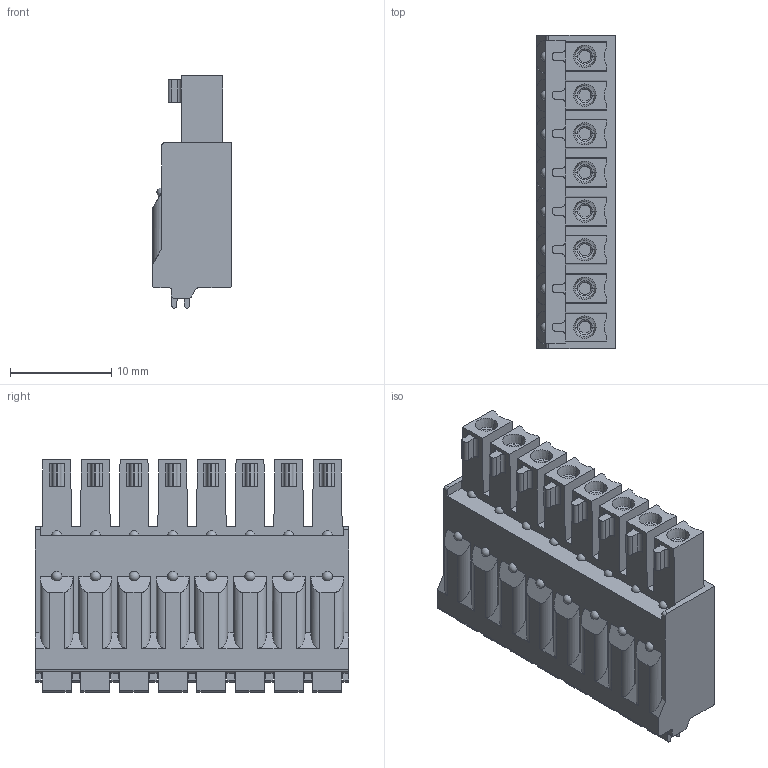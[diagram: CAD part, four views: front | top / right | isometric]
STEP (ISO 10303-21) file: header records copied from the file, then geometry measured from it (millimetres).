
FILE_DESCRIPTION((''),'2;1');
FILE_NAME('TLPS-107-04P-X','2024-09-20T',('sheji'),(''),'PRO/ENGINEER BY PARAMETRIC TECHNOLOGY CORPORATION, 2015240','PRO/ENGINEER BY PARAMETRIC TECHNOLOGY CORPORATION, 2015240','');
FILE_SCHEMA(('CONFIG_CONTROL_DESIGN'));
Length unit declared in the file: millimetre
Products named in the file (1): TLPS-107-04P-X
Bounding box: 7.75 x 30.87 x 22.9 mm (x, y, z)
Volume: 3662 mm3; surface area: 2872.9 mm2
Topology: 1 solids, 1 shells, 528 faces, 1473 edges, 970 vertices
Faces by surface type: plane 264, cylinder 184, cone 48, torus 16, sphere 16
Entity records: 17397 total; most frequent: CARTESIAN_POINT 3453, DIRECTION 2989, ORIENTED_EDGE 2914, EDGE_CURVE 1457, AXIS2_PLACEMENT_3D 1068, VERTEX_POINT 970, VECTOR 853, LINE 853
